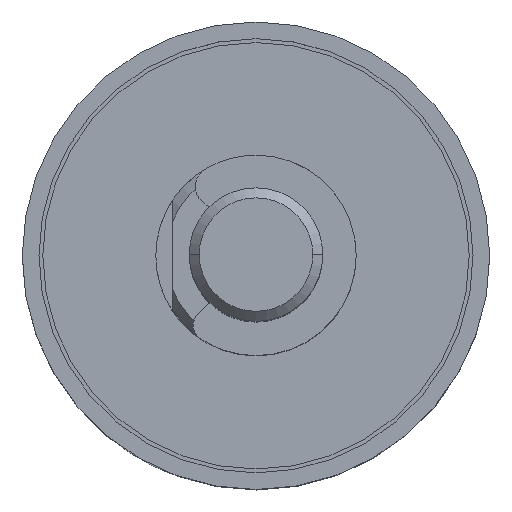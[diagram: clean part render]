
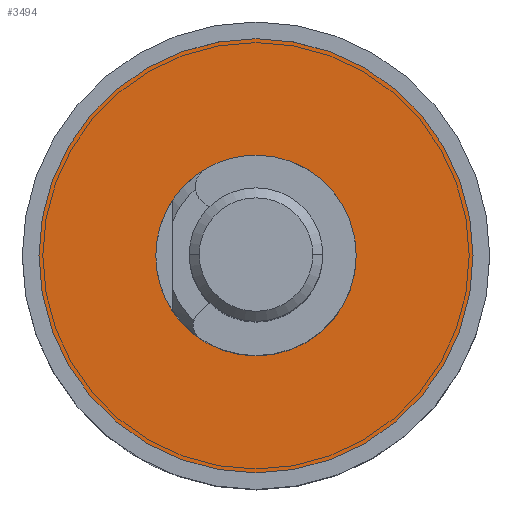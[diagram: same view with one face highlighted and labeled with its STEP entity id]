
A CAD part, top view. The second image highlights one B-rep face of the part: STEP entity #3494.
In plain terms, the highlighted planar face has unit normal (0, 0, 1).
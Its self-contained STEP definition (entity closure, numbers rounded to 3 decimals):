
#434 = DIRECTION ( 'NONE',  ( 1., 0., 0. ) ) ;
#547 = DIRECTION ( 'NONE',  ( 0., 0., 1. ) ) ;
#810 = ORIENTED_EDGE ( 'NONE', *, *, #8748, .T. ) ;
#1178 = EDGE_LOOP ( 'NONE', ( #1616, #10569 ) ) ;
#1616 = ORIENTED_EDGE ( 'NONE', *, *, #3083, .T. ) ;
#2294 = DIRECTION ( 'NONE',  ( -1., 0., 0. ) ) ;
#2325 = CARTESIAN_POINT ( 'NONE',  ( 0., 0., 0.5 ) ) ;
#2381 = CIRCLE ( 'NONE', #4948, 6.5 ) ;
#2533 = EDGE_LOOP ( 'NONE', ( #5356, #810 ) ) ;
#2731 = EDGE_CURVE ( 'NONE', #8627, #7908, #8643, .T. ) ;
#3083 = EDGE_CURVE ( 'NONE', #7908, #8627, #5655, .T. ) ;
#3494 = ADVANCED_FACE ( 'NONE', ( #10112, #9970 ), #9963, .T. ) ;
#3810 = VERTEX_POINT ( 'NONE', #8636 ) ;
#4006 = DIRECTION ( 'NONE',  ( 1., 0., 0. ) ) ;
#4047 = CARTESIAN_POINT ( 'NONE',  ( 0., 0., 0.5 ) ) ;
#4147 = DIRECTION ( 'NONE',  ( -1., 0., 0. ) ) ;
#4274 = AXIS2_PLACEMENT_3D ( 'NONE', #8297, #4808, #10817 ) ;
#4574 = CARTESIAN_POINT ( 'NONE',  ( 3., 0., 0.5 ) ) ;
#4808 = DIRECTION ( 'NONE',  ( 0., 0., 1. ) ) ;
#4948 = AXIS2_PLACEMENT_3D ( 'NONE', #4047, #10906, #4006 ) ;
#5317 = AXIS2_PLACEMENT_3D ( 'NONE', #2325, #547, #434 ) ;
#5356 = ORIENTED_EDGE ( 'NONE', *, *, #10207, .T. ) ;
#5532 = AXIS2_PLACEMENT_3D ( 'NONE', #7369, #5676, #2294 ) ;
#5655 = CIRCLE ( 'NONE', #5532, 3. ) ;
#5676 = DIRECTION ( 'NONE',  ( 0., 0., -1. ) ) ;
#5912 = CARTESIAN_POINT ( 'NONE',  ( 6.5, 0., 0.5 ) ) ;
#6633 = CARTESIAN_POINT ( 'NONE',  ( 0., 0., 0.5 ) ) ;
#7369 = CARTESIAN_POINT ( 'NONE',  ( 0., 0., 0.5 ) ) ;
#7433 = CIRCLE ( 'NONE', #5317, 6.5 ) ;
#7908 = VERTEX_POINT ( 'NONE', #10630 ) ;
#8297 = CARTESIAN_POINT ( 'NONE',  ( 3., 0., 0.5 ) ) ;
#8627 = VERTEX_POINT ( 'NONE', #4574 ) ;
#8636 = CARTESIAN_POINT ( 'NONE',  ( -6.5, 0., 0.5 ) ) ;
#8643 = CIRCLE ( 'NONE', #10879, 3. ) ;
#8748 = EDGE_CURVE ( 'NONE', #3810, #10766, #2381, .T. ) ;
#9963 = PLANE ( 'NONE',  #4274 ) ;
#9970 = FACE_OUTER_BOUND ( 'NONE', #2533, .T. ) ;
#10035 = DIRECTION ( 'NONE',  ( 0., 0., -1. ) ) ;
#10112 = FACE_BOUND ( 'NONE', #1178, .T. ) ;
#10207 = EDGE_CURVE ( 'NONE', #10766, #3810, #7433, .T. ) ;
#10569 = ORIENTED_EDGE ( 'NONE', *, *, #2731, .T. ) ;
#10630 = CARTESIAN_POINT ( 'NONE',  ( -3., 0., 0.5 ) ) ;
#10766 = VERTEX_POINT ( 'NONE', #5912 ) ;
#10817 = DIRECTION ( 'NONE',  ( 1., 0., 0. ) ) ;
#10879 = AXIS2_PLACEMENT_3D ( 'NONE', #6633, #10035, #4147 ) ;
#10906 = DIRECTION ( 'NONE',  ( 0., 0., 1. ) ) ;
